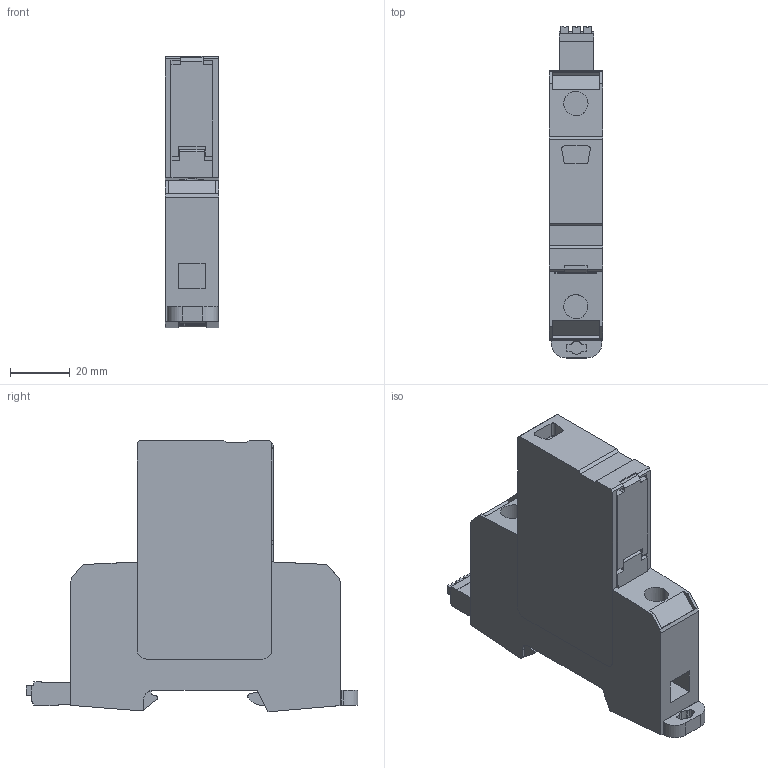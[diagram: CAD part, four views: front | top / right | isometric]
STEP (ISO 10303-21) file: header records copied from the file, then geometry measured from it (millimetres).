
FILE_DESCRIPTION(('CATIA V5 STEP Exchange','CAx-IF Rec.Pracs.--- Model Styling and Organization---1.4--- 2014-01-23'),'2;1');
FILE_NAME ('D1369958_2', '2020-02-28T08:52:22+00:00', ('none'), ('Weidmueller'), 'CATIA Version 5-6 Release 2016 SP3 HF44', 'CATIA V5 STEP AP214', 'none');
FILE_SCHEMA(('AUTOMOTIVE_DESIGN { 1 0 10303 214 1 1 1 1 }'));
Length unit declared in the file: millimetre
Products named in the file (1): 2726660000
Bounding box: 18 x 111.13 x 91 mm (x, y, z)
Volume: 103706.4 mm3; surface area: 31967.2 mm2
Topology: 16 solids, 16 shells, 533 faces, 1488 edges, 1019 vertices
Faces by surface type: plane 414, cylinder 93, extrusion 20, cone 6
Entity records: 17627 total; most frequent: CARTESIAN_POINT 3714, ORIENTED_EDGE 2976, DIRECTION 2298, EDGE_CURVE 1488, VECTOR 1187, LINE 1167, VERTEX_POINT 1019, AXIS2_PLACEMENT_3D 658
